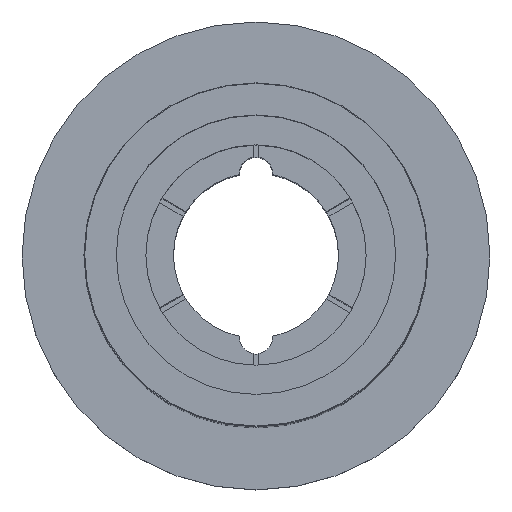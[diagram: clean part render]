
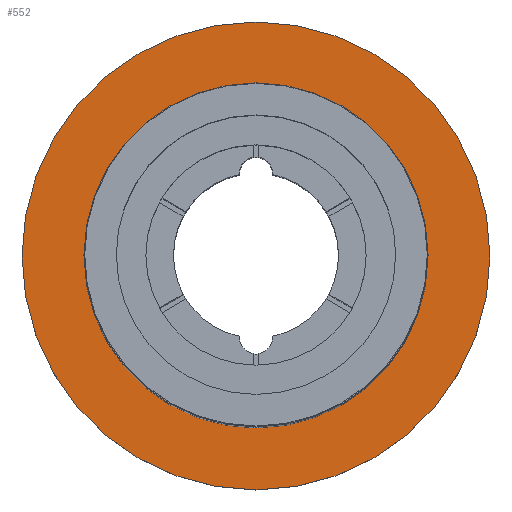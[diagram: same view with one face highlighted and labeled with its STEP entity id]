
A CAD part, top view. The second image highlights one B-rep face of the part: STEP entity #552.
In plain terms, the highlighted planar face has unit normal (0, 0, 1).
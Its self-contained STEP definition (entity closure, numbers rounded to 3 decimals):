
#7 = EDGE_CURVE ( 'NONE', #1565, #137, #1396, .T. ) ;
#45 = DIRECTION ( 'NONE',  ( 1., 0., 0. ) ) ;
#95 = CIRCLE ( 'NONE', #1879, 17. ) ;
#114 = DIRECTION ( 'NONE',  ( 0., 0., 1. ) ) ;
#137 = VERTEX_POINT ( 'NONE', #1889 ) ;
#165 = AXIS2_PLACEMENT_3D ( 'NONE', #1639, #182, #1141 ) ;
#182 = DIRECTION ( 'NONE',  ( 0., 0., -1. ) ) ;
#213 = CARTESIAN_POINT ( 'NONE',  ( -12.5, 0., -53. ) ) ;
#234 = DIRECTION ( 'NONE',  ( 0., 0., 1. ) ) ;
#260 = CARTESIAN_POINT ( 'NONE',  ( 17., 0., -53. ) ) ;
#329 = AXIS2_PLACEMENT_3D ( 'NONE', #741, #1348, #875 ) ;
#347 = PLANE ( 'NONE',  #165 ) ;
#365 = VERTEX_POINT ( 'NONE', #260 ) ;
#373 = EDGE_LOOP ( 'NONE', ( #632, #644 ) ) ;
#488 = DIRECTION ( 'NONE',  ( 1., 0., 0. ) ) ;
#506 = ORIENTED_EDGE ( 'NONE', *, *, #1517, .T. ) ;
#519 = CIRCLE ( 'NONE', #1443, 17. ) ;
#552 = ADVANCED_FACE ( 'NONE', ( #554, #1017 ), #347, .F. ) ;
#554 = FACE_BOUND ( 'NONE', #373, .T. ) ;
#632 = ORIENTED_EDGE ( 'NONE', *, *, #1804, .F. ) ;
#644 = ORIENTED_EDGE ( 'NONE', *, *, #7, .F. ) ;
#647 = DIRECTION ( 'NONE',  ( 0., 0., 1. ) ) ;
#667 = AXIS2_PLACEMENT_3D ( 'NONE', #801, #647, #488 ) ;
#737 = CIRCLE ( 'NONE', #667, 12.5 ) ;
#741 = CARTESIAN_POINT ( 'NONE',  ( 0., 0., -53. ) ) ;
#801 = CARTESIAN_POINT ( 'NONE',  ( 0., 0., -53. ) ) ;
#875 = DIRECTION ( 'NONE',  ( 1., 0., 0. ) ) ;
#1017 = FACE_OUTER_BOUND ( 'NONE', #1736, .T. ) ;
#1123 = ORIENTED_EDGE ( 'NONE', *, *, #1316, .T. ) ;
#1141 = DIRECTION ( 'NONE',  ( -1., 0., 0. ) ) ;
#1316 = EDGE_CURVE ( 'NONE', #2011, #365, #519, .T. ) ;
#1348 = DIRECTION ( 'NONE',  ( 0., 0., 1. ) ) ;
#1395 = CARTESIAN_POINT ( 'NONE',  ( 0., 0., -53. ) ) ;
#1396 = CIRCLE ( 'NONE', #329, 12.5 ) ;
#1443 = AXIS2_PLACEMENT_3D ( 'NONE', #1395, #114, #1555 ) ;
#1452 = CARTESIAN_POINT ( 'NONE',  ( -17., 0., -53. ) ) ;
#1517 = EDGE_CURVE ( 'NONE', #365, #2011, #95, .T. ) ;
#1555 = DIRECTION ( 'NONE',  ( 1., 0., 0. ) ) ;
#1565 = VERTEX_POINT ( 'NONE', #213 ) ;
#1638 = CARTESIAN_POINT ( 'NONE',  ( 0., 0., -53. ) ) ;
#1639 = CARTESIAN_POINT ( 'NONE',  ( 0., 12.5, -53. ) ) ;
#1736 = EDGE_LOOP ( 'NONE', ( #506, #1123 ) ) ;
#1804 = EDGE_CURVE ( 'NONE', #137, #1565, #737, .T. ) ;
#1879 = AXIS2_PLACEMENT_3D ( 'NONE', #1638, #234, #45 ) ;
#1889 = CARTESIAN_POINT ( 'NONE',  ( 12.5, 0., -53. ) ) ;
#2011 = VERTEX_POINT ( 'NONE', #1452 ) ;
